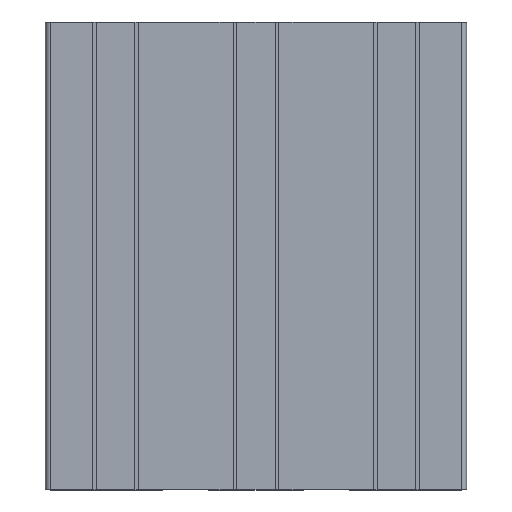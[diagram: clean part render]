
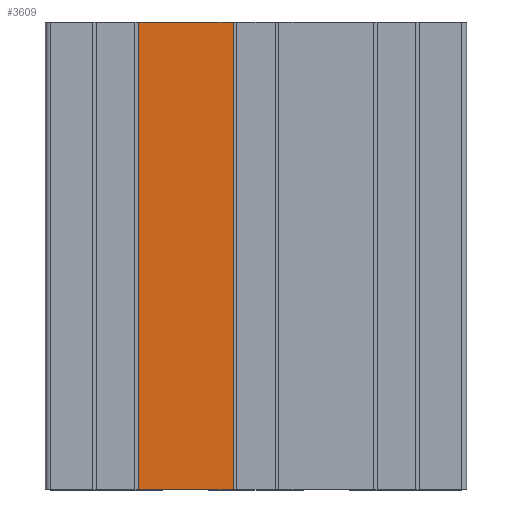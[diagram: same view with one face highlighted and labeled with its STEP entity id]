
A CAD part, top view. The second image highlights one B-rep face of the part: STEP entity #3609.
In plain terms, the highlighted planar face has unit normal (0, 0, 1).
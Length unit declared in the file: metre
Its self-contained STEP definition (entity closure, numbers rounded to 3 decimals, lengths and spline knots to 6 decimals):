
#303=FACE_OUTER_BOUND('',#485,.T.);
#485=EDGE_LOOP('',(#2685,#2686,#2687,#2688));
#805=LINE('',#5613,#1221);
#806=LINE('',#5616,#1222);
#807=LINE('',#5618,#1223);
#808=LINE('',#5619,#1224);
#1221=VECTOR('',#4546,0.1);
#1222=VECTOR('',#4549,0.0202);
#1223=VECTOR('',#4550,0.0202);
#1224=VECTOR('',#4551,0.1);
#1601=VERTEX_POINT('',#5609);
#1602=VERTEX_POINT('',#5611);
#1603=VERTEX_POINT('',#5615);
#1604=VERTEX_POINT('',#5617);
#2053=EDGE_CURVE('',#1602,#1601,#805,.T.);
#2054=EDGE_CURVE('',#1601,#1603,#806,.T.);
#2055=EDGE_CURVE('',#1602,#1604,#807,.T.);
#2056=EDGE_CURVE('',#1604,#1603,#808,.T.);
#2685=ORIENTED_EDGE('',*,*,#2054,.F.);
#2686=ORIENTED_EDGE('',*,*,#2053,.F.);
#2687=ORIENTED_EDGE('',*,*,#2055,.T.);
#2688=ORIENTED_EDGE('',*,*,#2056,.T.);
#3461=PLANE('',#3870);
#3609=ADVANCED_FACE('',(#303),#3461,.T.);
#3870=AXIS2_PLACEMENT_3D('',#5614,#4547,#4548);
#4546=DIRECTION('',(0.,1.,0.));
#4547=DIRECTION('center_axis',(0.,0.,1.));
#4548=DIRECTION('ref_axis',(1.,0.,0.));
#4549=DIRECTION('',(1.,0.,0.));
#4550=DIRECTION('',(1.,0.,0.));
#4551=DIRECTION('',(0.,1.,0.));
#5609=CARTESIAN_POINT('',(-0.017231,0.122378,0.154856));
#5611=CARTESIAN_POINT('',(-0.017231,0.022378,0.154856));
#5613=CARTESIAN_POINT('',(-0.017231,0.022378,0.154856));
#5614=CARTESIAN_POINT('Origin',(0.002969,0.022378,
0.154856));
#5615=CARTESIAN_POINT('',(0.002969,0.122378,0.154856));
#5616=CARTESIAN_POINT('',(-0.017231,0.122378,0.154856));
#5617=CARTESIAN_POINT('',(0.002969,0.022378,0.154856));
#5618=CARTESIAN_POINT('',(-0.017231,0.022378,0.154856));
#5619=CARTESIAN_POINT('',(0.002969,0.022378,0.154856));
